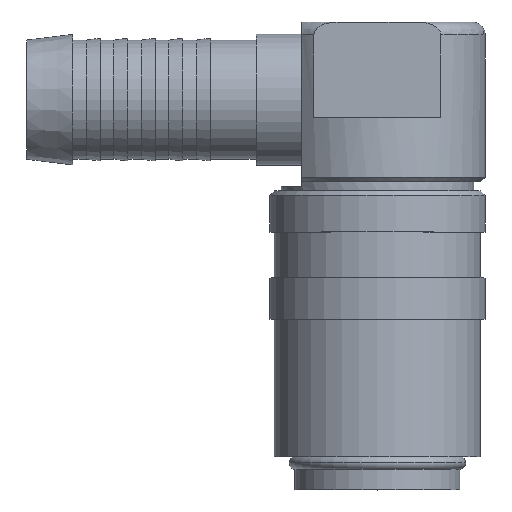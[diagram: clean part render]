
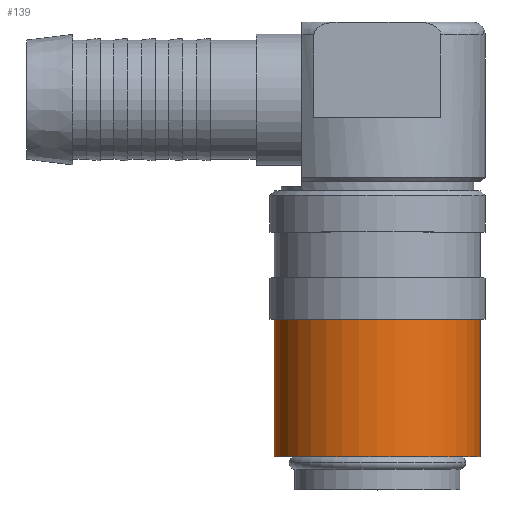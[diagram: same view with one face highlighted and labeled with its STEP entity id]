
A CAD part, top view. The second image highlights one B-rep face of the part: STEP entity #139.
In plain terms, the highlighted cylindrical face has radius 11.25 mm (diameter 22.5 mm), a partial arc.
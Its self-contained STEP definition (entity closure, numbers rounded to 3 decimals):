
#139=ADVANCED_FACE('',(#341),#342,.T.);
#341=FACE_OUTER_BOUND('',#613,.T.);
#342=CYLINDRICAL_SURFACE('',#614,11.25);
#613=EDGE_LOOP('',(#968,#969,#970,#971));
#614=AXIS2_PLACEMENT_3D('',#972,#973,#974);
#968=ORIENTED_EDGE('',*,*,#1549,.T.);
#969=ORIENTED_EDGE('',*,*,#1547,.F.);
#970=ORIENTED_EDGE('',*,*,#1551,.T.);
#971=ORIENTED_EDGE('',*,*,#1611,.T.);
#972=CARTESIAN_POINT('',(0.0,11.1,0.0));
#973=DIRECTION('',(-0.0,1.0,0.0));
#974=DIRECTION('',(1.0,0.0,0.0));
#1547=EDGE_CURVE('',#1830,#1829,#1832,.T.);
#1549=EDGE_CURVE('',#1834,#1829,#1835,.T.);
#1551=EDGE_CURVE('',#1830,#1836,#1838,.T.);
#1611=EDGE_CURVE('',#1836,#1834,#1940,.T.);
#1829=VERTEX_POINT('',#2212);
#1830=VERTEX_POINT('',#2213);
#1832=CIRCLE('',#2215,11.25);
#1834=VERTEX_POINT('',#2217);
#1835=LINE('',#2218,#2219);
#1836=VERTEX_POINT('',#2220);
#1838=LINE('',#2222,#2223);
#1940=CIRCLE('',#2452,11.25);
#2212=CARTESIAN_POINT('',(11.25,18.6,0.0));
#2213=CARTESIAN_POINT('',(-11.25,18.6,0.));
#2215=AXIS2_PLACEMENT_3D('',#3111,#3112,#3113);
#2217=CARTESIAN_POINT('',(11.25,3.6,0.0));
#2218=CARTESIAN_POINT('',(11.25,11.1,0.));
#2219=VECTOR('',#3114,1.0);
#2220=CARTESIAN_POINT('',(-11.25,3.6,0.));
#2222=CARTESIAN_POINT('',(-11.25,11.1,0.));
#2223=VECTOR('',#3118,1.0);
#2452=AXIS2_PLACEMENT_3D('',#3217,#3218,#3219);
#3111=CARTESIAN_POINT('',(0.0,18.6,0.0));
#3112=DIRECTION('',(-0.0,1.0,0.0));
#3113=DIRECTION('',(1.0,0.0,0.0));
#3114=DIRECTION('',(0.0,1.0,0.0));
#3118=DIRECTION('',(-0.0,-1.0,-0.0));
#3217=CARTESIAN_POINT('',(0.0,3.6,0.0));
#3218=DIRECTION('',(-0.0,1.0,0.0));
#3219=DIRECTION('',(1.0,0.0,0.0));
